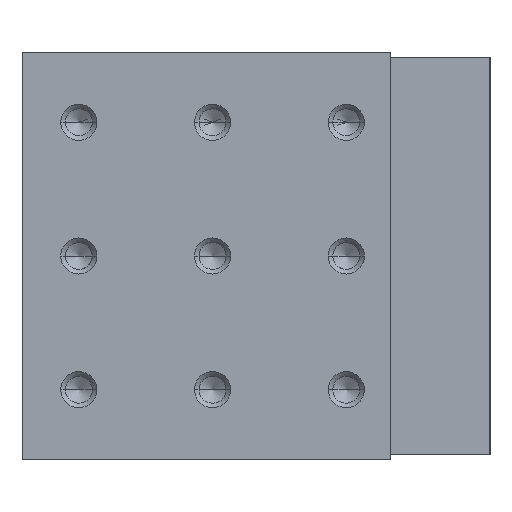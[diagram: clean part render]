
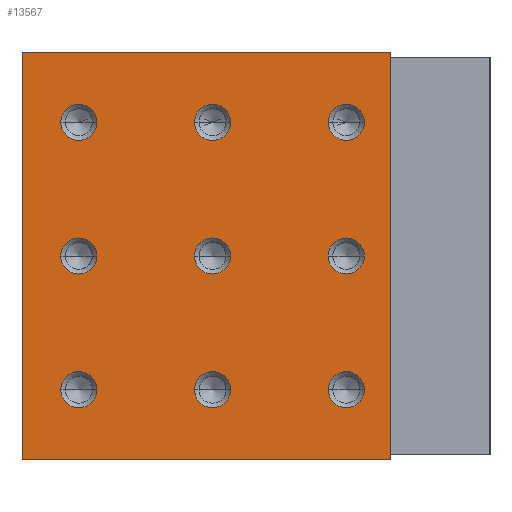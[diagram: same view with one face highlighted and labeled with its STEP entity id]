
A CAD part, left-side view. The second image highlights one B-rep face of the part: STEP entity #13567.
In plain terms, the highlighted planar face has unit normal (-1, 0, 0).
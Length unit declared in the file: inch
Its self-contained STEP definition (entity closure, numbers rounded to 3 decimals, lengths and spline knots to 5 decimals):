
#192=CARTESIAN_POINT('',(-0.031,1.075,-2.485));
#193=DIRECTION('',(1.,0.,0.));
#194=DIRECTION('',(0.,1.,0.));
#195=AXIS2_PLACEMENT_3D('',#192,#193,#194);
#200=CARTESIAN_POINT('',(-0.031,1.075,-2.485));
#201=DIRECTION('',(1.,0.,0.));
#202=DIRECTION('',(0.,-1.,0.));
#203=AXIS2_PLACEMENT_3D('',#200,#201,#202);
#208=CARTESIAN_POINT('',(-0.031,2.075,-2.485));
#209=DIRECTION('',(1.,0.,0.));
#210=DIRECTION('',(0.,1.,0.));
#211=AXIS2_PLACEMENT_3D('',#208,#209,#210);
#216=CARTESIAN_POINT('',(-0.031,2.075,-2.485));
#217=DIRECTION('',(1.,0.,0.));
#218=DIRECTION('',(0.,-1.,0.));
#219=AXIS2_PLACEMENT_3D('',#216,#217,#218);
#224=CARTESIAN_POINT('',(-0.031,3.075,-2.485));
#225=DIRECTION('',(1.,0.,0.));
#226=DIRECTION('',(0.,1.,0.));
#227=AXIS2_PLACEMENT_3D('',#224,#225,#226);
#232=CARTESIAN_POINT('',(-0.031,3.075,-2.485));
#233=DIRECTION('',(1.,0.,0.));
#234=DIRECTION('',(0.,-1.,0.));
#235=AXIS2_PLACEMENT_3D('',#232,#233,#234);
#240=CARTESIAN_POINT('',(-0.031,1.075,-1.485));
#241=DIRECTION('',(1.,0.,0.));
#242=DIRECTION('',(0.,1.,0.));
#243=AXIS2_PLACEMENT_3D('',#240,#241,#242);
#248=CARTESIAN_POINT('',(-0.031,1.075,-1.485));
#249=DIRECTION('',(1.,0.,0.));
#250=DIRECTION('',(0.,-1.,0.));
#251=AXIS2_PLACEMENT_3D('',#248,#249,#250);
#256=CARTESIAN_POINT('',(-0.031,3.075,-1.485));
#257=DIRECTION('',(1.,0.,0.));
#258=DIRECTION('',(0.,1.,0.));
#259=AXIS2_PLACEMENT_3D('',#256,#257,#258);
#264=CARTESIAN_POINT('',(-0.031,3.075,-1.485));
#265=DIRECTION('',(1.,0.,0.));
#266=DIRECTION('',(0.,-1.,0.));
#267=AXIS2_PLACEMENT_3D('',#264,#265,#266);
#272=CARTESIAN_POINT('',(-0.031,1.075,-0.485));
#273=DIRECTION('',(1.,0.,0.));
#274=DIRECTION('',(0.,1.,0.));
#275=AXIS2_PLACEMENT_3D('',#272,#273,#274);
#280=CARTESIAN_POINT('',(-0.031,1.075,-0.485));
#281=DIRECTION('',(1.,0.,0.));
#282=DIRECTION('',(0.,-1.,0.));
#283=AXIS2_PLACEMENT_3D('',#280,#281,#282);
#288=CARTESIAN_POINT('',(-0.031,3.075,-0.485));
#289=DIRECTION('',(1.,0.,0.));
#290=DIRECTION('',(0.,1.,0.));
#291=AXIS2_PLACEMENT_3D('',#288,#289,#290);
#296=CARTESIAN_POINT('',(-0.031,3.075,-0.485));
#297=DIRECTION('',(1.,0.,0.));
#298=DIRECTION('',(0.,-1.,0.));
#299=AXIS2_PLACEMENT_3D('',#296,#297,#298);
#304=CARTESIAN_POINT('',(-0.031,2.075,-1.485));
#305=DIRECTION('',(1.,0.,0.));
#306=DIRECTION('',(0.,1.,0.));
#307=AXIS2_PLACEMENT_3D('',#304,#305,#306);
#312=CARTESIAN_POINT('',(-0.031,2.075,-1.485));
#313=DIRECTION('',(1.,0.,0.));
#314=DIRECTION('',(0.,-1.,0.));
#315=AXIS2_PLACEMENT_3D('',#312,#313,#314);
#320=CARTESIAN_POINT('',(-0.031,2.075,-0.485));
#321=DIRECTION('',(1.,0.,0.));
#322=DIRECTION('',(0.,1.,0.));
#323=AXIS2_PLACEMENT_3D('',#320,#321,#322);
#328=CARTESIAN_POINT('',(-0.031,2.075,-0.485));
#329=DIRECTION('',(1.,0.,0.));
#330=DIRECTION('',(0.,-1.,0.));
#331=AXIS2_PLACEMENT_3D('',#328,#329,#330);
#336=DIRECTION('',(0.,0.,1.));
#337=VECTOR('',#336,3.05);
#338=CARTESIAN_POINT('',(-0.031,0.74213,-3.01));
#339=LINE('',#338,#337);
#343=DIRECTION('',(0.,1.,0.));
#344=VECTOR('',#343,2.75787);
#345=CARTESIAN_POINT('',(-0.031,0.74213,0.04));
#346=LINE('',#345,#344);
#7536=DIRECTION('',(0.,0.,1.));
#7537=VECTOR('',#7536,3.05);
#7538=CARTESIAN_POINT('',(-0.031,3.5,-3.01));
#7539=LINE('',#7538,#7537);
#8290=DIRECTION('',(0.,1.,0.));
#8291=VECTOR('',#8290,2.75787);
#8292=CARTESIAN_POINT('',(-0.031,0.74213,-3.01));
#8293=LINE('',#8292,#8291);
#11705=CARTESIAN_POINT('',(-0.031,3.5,-3.01));
#11706=CARTESIAN_POINT('',(-0.031,3.5,0.04));
#11707=VERTEX_POINT('',#11705);
#11708=VERTEX_POINT('',#11706);
#11847=CARTESIAN_POINT('',(-0.031,0.74213,-3.01));
#11848=VERTEX_POINT('',#11847);
#11849=CARTESIAN_POINT('',(-0.031,0.74213,0.04));
#11850=VERTEX_POINT('',#11849);
#11886=CARTESIAN_POINT('',(-0.031,1.21,-2.485));
#11887=VERTEX_POINT('',#11886);
#11888=CARTESIAN_POINT('',(-0.031,0.94,-2.485));
#11889=VERTEX_POINT('',#11888);
#11976=CARTESIAN_POINT('',(-0.031,2.21,-2.485));
#11977=VERTEX_POINT('',#11976);
#11978=CARTESIAN_POINT('',(-0.031,1.94,-2.485));
#11979=VERTEX_POINT('',#11978);
#12067=CARTESIAN_POINT('',(-0.031,3.21,-2.485));
#12068=VERTEX_POINT('',#12067);
#12069=CARTESIAN_POINT('',(-0.031,2.94,-2.485));
#12070=VERTEX_POINT('',#12069);
#12151=CARTESIAN_POINT('',(-0.031,2.21,-0.485));
#12153=VERTEX_POINT('',#12151);
#12174=CARTESIAN_POINT('',(-0.031,1.21,-1.485));
#12175=VERTEX_POINT('',#12174);
#12176=CARTESIAN_POINT('',(-0.031,0.94,-1.485));
#12177=VERTEX_POINT('',#12176);
#12258=CARTESIAN_POINT('',(-0.031,2.21,-1.485));
#12260=VERTEX_POINT('',#12258);
#12263=CARTESIAN_POINT('',(-0.031,1.94,-0.485));
#12264=VERTEX_POINT('',#12263);
#12287=CARTESIAN_POINT('',(-0.031,3.21,-1.485));
#12288=VERTEX_POINT('',#12287);
#12289=CARTESIAN_POINT('',(-0.031,2.94,-1.485));
#12290=VERTEX_POINT('',#12289);
#12366=CARTESIAN_POINT('',(-0.031,3.21,-0.485));
#12368=VERTEX_POINT('',#12366);
#12371=CARTESIAN_POINT('',(-0.031,1.94,-1.485));
#12372=VERTEX_POINT('',#12371);
#12399=CARTESIAN_POINT('',(-0.031,1.21,-0.485));
#12400=VERTEX_POINT('',#12399);
#12401=CARTESIAN_POINT('',(-0.031,0.94,-0.485));
#12402=VERTEX_POINT('',#12401);
#12491=CARTESIAN_POINT('',(-0.031,2.94,-0.485));
#12492=VERTEX_POINT('',#12491);
#13500=CARTESIAN_POINT('',(-0.031,3.5,-1.485));
#13501=DIRECTION('',(1.,0.,0.));
#13502=DIRECTION('',(0.,1.,0.));
#13503=AXIS2_PLACEMENT_3D('',#13500,#13501,#13502);
#13504=PLANE('',#13503);
#13506=ORIENTED_EDGE('',*,*,#13505,.F.);
#13508=ORIENTED_EDGE('',*,*,#13507,.T.);
#13510=ORIENTED_EDGE('',*,*,#13509,.T.);
#13512=ORIENTED_EDGE('',*,*,#13511,.F.);
#13513=EDGE_LOOP('',(#13506,#13508,#13510,#13512));
#13514=FACE_OUTER_BOUND('',#13513,.F.);
#13516=ORIENTED_EDGE('',*,*,#13515,.F.);
#13518=ORIENTED_EDGE('',*,*,#13517,.F.);
#13519=EDGE_LOOP('',(#13516,#13518));
#13520=FACE_BOUND('',#13519,.F.);
#13522=ORIENTED_EDGE('',*,*,#13521,.F.);
#13524=ORIENTED_EDGE('',*,*,#13523,.F.);
#13525=EDGE_LOOP('',(#13522,#13524));
#13526=FACE_BOUND('',#13525,.F.);
#13528=ORIENTED_EDGE('',*,*,#13527,.F.);
#13530=ORIENTED_EDGE('',*,*,#13529,.F.);
#13531=EDGE_LOOP('',(#13528,#13530));
#13532=FACE_BOUND('',#13531,.F.);
#13534=ORIENTED_EDGE('',*,*,#13533,.F.);
#13536=ORIENTED_EDGE('',*,*,#13535,.F.);
#13537=EDGE_LOOP('',(#13534,#13536));
#13538=FACE_BOUND('',#13537,.F.);
#13540=ORIENTED_EDGE('',*,*,#13539,.F.);
#13542=ORIENTED_EDGE('',*,*,#13541,.F.);
#13543=EDGE_LOOP('',(#13540,#13542));
#13544=FACE_BOUND('',#13543,.F.);
#13546=ORIENTED_EDGE('',*,*,#13545,.F.);
#13548=ORIENTED_EDGE('',*,*,#13547,.F.);
#13549=EDGE_LOOP('',(#13546,#13548));
#13550=FACE_BOUND('',#13549,.F.);
#13552=ORIENTED_EDGE('',*,*,#13551,.F.);
#13554=ORIENTED_EDGE('',*,*,#13553,.F.);
#13555=EDGE_LOOP('',(#13552,#13554));
#13556=FACE_BOUND('',#13555,.F.);
#13557=ORIENTED_EDGE('',*,*,#13493,.F.);
#13558=ORIENTED_EDGE('',*,*,#13480,.F.);
#13559=EDGE_LOOP('',(#13557,#13558));
#13560=FACE_BOUND('',#13559,.F.);
#13562=ORIENTED_EDGE('',*,*,#13561,.F.);
#13564=ORIENTED_EDGE('',*,*,#13563,.F.);
#13565=EDGE_LOOP('',(#13562,#13564));
#13566=FACE_BOUND('',#13565,.F.);
#196=CIRCLE('',#195,0.135);
#204=CIRCLE('',#203,0.135);
#212=CIRCLE('',#211,0.135);
#220=CIRCLE('',#219,0.135);
#228=CIRCLE('',#227,0.135);
#236=CIRCLE('',#235,0.135);
#244=CIRCLE('',#243,0.135);
#252=CIRCLE('',#251,0.135);
#260=CIRCLE('',#259,0.135);
#268=CIRCLE('',#267,0.135);
#276=CIRCLE('',#275,0.135);
#284=CIRCLE('',#283,0.135);
#292=CIRCLE('',#291,0.135);
#300=CIRCLE('',#299,0.135);
#308=CIRCLE('',#307,0.135);
#316=CIRCLE('',#315,0.135);
#324=CIRCLE('',#323,0.135);
#332=CIRCLE('',#331,0.135);
#13480=EDGE_CURVE('',#12264,#12153,#332,.T.);
#13493=EDGE_CURVE('',#12153,#12264,#324,.T.);
#13505=EDGE_CURVE('',#11848,#11850,#339,.T.);
#13507=EDGE_CURVE('',#11848,#11707,#8293,.T.);
#13509=EDGE_CURVE('',#11707,#11708,#7539,.T.);
#13511=EDGE_CURVE('',#11850,#11708,#346,.T.);
#13515=EDGE_CURVE('',#11977,#11979,#212,.T.);
#13517=EDGE_CURVE('',#11979,#11977,#220,.T.);
#13521=EDGE_CURVE('',#12068,#12070,#228,.T.);
#13523=EDGE_CURVE('',#12070,#12068,#236,.T.);
#13527=EDGE_CURVE('',#12175,#12177,#244,.T.);
#13529=EDGE_CURVE('',#12177,#12175,#252,.T.);
#13533=EDGE_CURVE('',#12288,#12290,#260,.T.);
#13535=EDGE_CURVE('',#12290,#12288,#268,.T.);
#13539=EDGE_CURVE('',#12400,#12402,#276,.T.);
#13541=EDGE_CURVE('',#12402,#12400,#284,.T.);
#13545=EDGE_CURVE('',#12368,#12492,#292,.T.);
#13547=EDGE_CURVE('',#12492,#12368,#300,.T.);
#13551=EDGE_CURVE('',#12260,#12372,#308,.T.);
#13553=EDGE_CURVE('',#12372,#12260,#316,.T.);
#13561=EDGE_CURVE('',#11887,#11889,#196,.T.);
#13563=EDGE_CURVE('',#11889,#11887,#204,.T.);
#13567=ADVANCED_FACE('',(#13514,#13520,#13526,#13532,#13538,#13544,#13550,
#13556,#13560,#13566),#13504,.F.);
